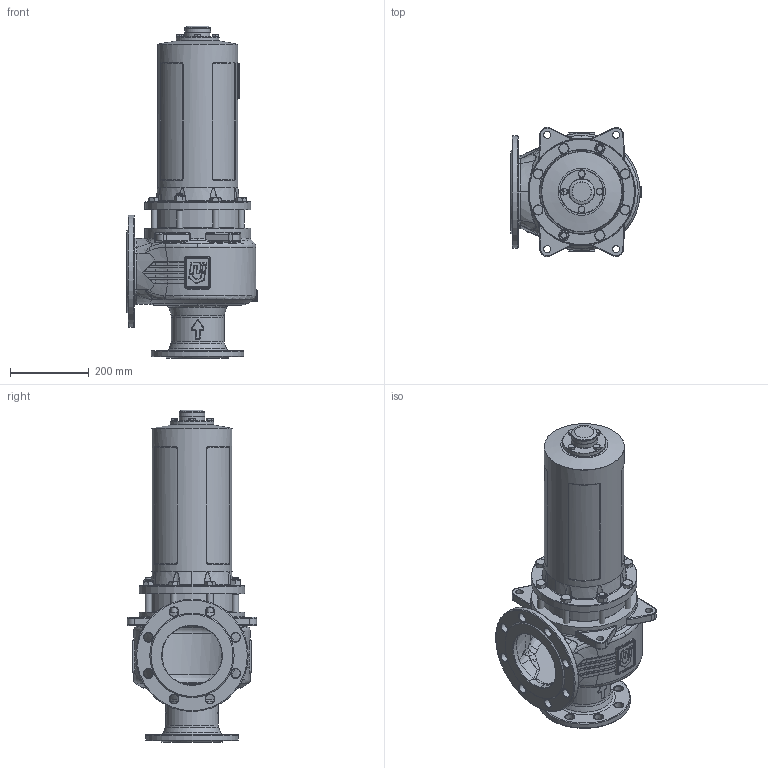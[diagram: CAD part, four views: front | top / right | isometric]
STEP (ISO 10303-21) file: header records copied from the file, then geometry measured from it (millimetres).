
FILE_DESCRIPTION(('HOOPS Exchange Step'),'2;1');
FILE_NAME('SF0602_DN100_100-150.stp','2025-06-27T13:23:20+02:00',('nieru'),('Unknown organisation'),'HOOPS Exchange 2024.2','HOOPS Exchange','Unknown authorisation');
FILE_SCHEMA( ('AP203_CONFIGURATION_CONTROLLED_3D_DESIGN_OF_MECHANICAL_PARTS_AND_ASSEMBLIES_MIM_LF') );
Length unit declared in the file: millimetre
Products named in the file (2): 0; root
Assembly tree (1 placements, depth 2):
  root
    0
Bounding box: 331 x 327.98 x 843 mm (x, y, z)
Volume: 21335659.1 mm3; surface area: 1361127 mm2
Topology: 20 solids, 20 shells, 1464 faces, 3586 edges, 2158 vertices
Faces by surface type: bspline 536, cylinder 333, plane 296, torus 180, cone 118, sphere 1
Full cylindrical faces by diameter (mm): 2 x1, 3 x1, 13.835 x2, 14.63 x4, 16 x10, 18 x4, 23 x16, 62.8 x1, 65 x3, 98 x1, 98.082 x1, 110 x1, 125.778 x1, 134 x1, 190 x1, 204 x1, 215 x1, 218 x1, 235 x1, 269 x2, 285 x1
Entity records: 124506 total; most frequent: CARTESIAN_POINT 93577, ORIENTED_EDGE 7042, DIRECTION 5154, EDGE_CURVE 3521, VERTEX_POINT 2159, AXIS2_PLACEMENT_3D 2126, EDGE_LOOP 1580, FACE_BOUND 1580
